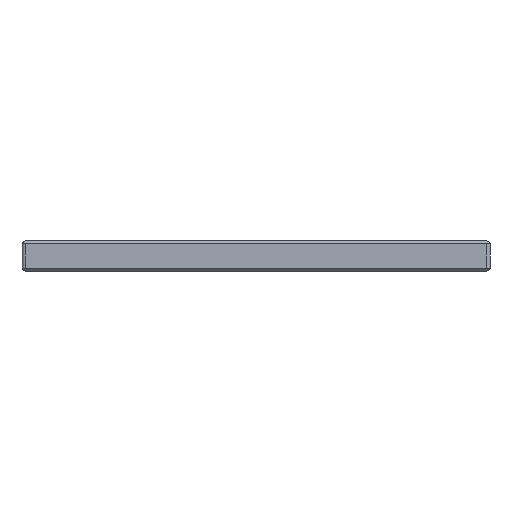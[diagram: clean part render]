
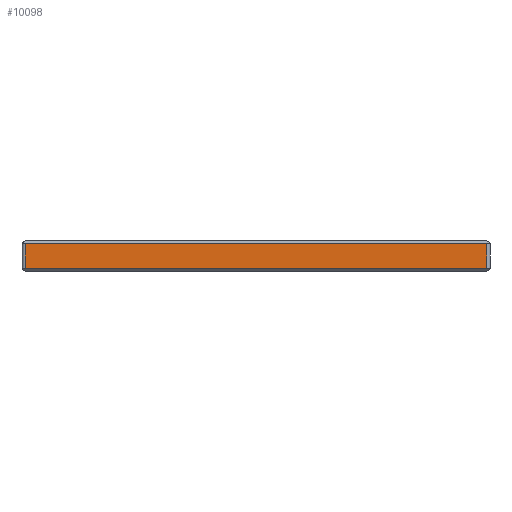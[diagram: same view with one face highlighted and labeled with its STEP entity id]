
A CAD part, left-side view. The second image highlights one B-rep face of the part: STEP entity #10098.
In plain terms, the highlighted planar face has unit normal (-1, 0, 0).
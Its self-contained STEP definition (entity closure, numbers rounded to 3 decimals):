
#43 = VECTOR ( 'NONE', #2483, 1000. ) ;
#322 = DIRECTION ( 'NONE',  ( 0., 0., 1. ) ) ;
#796 = CARTESIAN_POINT ( 'NONE',  ( -15.583, 74.625, 4.3 ) ) ;
#1151 = FACE_OUTER_BOUND ( 'NONE', #11909, .T. ) ;
#1152 = CARTESIAN_POINT ( 'NONE',  ( -15.583, 74.625, 0.5 ) ) ;
#1276 = CARTESIAN_POINT ( 'NONE',  ( -15.583, 75.125, 4.8 ) ) ;
#1311 = DIRECTION ( 'NONE',  ( 0., 0., -1. ) ) ;
#1403 = CARTESIAN_POINT ( 'NONE',  ( -15.583, 75.125, 0.5 ) ) ;
#1575 = EDGE_CURVE ( 'NONE', #11659, #8230, #6861, .T. ) ;
#1666 = ORIENTED_EDGE ( 'NONE', *, *, #3650, .T. ) ;
#1951 = EDGE_CURVE ( 'NONE', #8230, #3494, #11039, .T. ) ;
#2483 = DIRECTION ( 'NONE',  ( 0., -1., 0. ) ) ;
#3494 = VERTEX_POINT ( 'NONE', #1152 ) ;
#3650 = EDGE_CURVE ( 'NONE', #3494, #9801, #7393, .T. ) ;
#4036 = CARTESIAN_POINT ( 'NONE',  ( -15.583, 3.125, 0.5 ) ) ;
#4154 = LINE ( 'NONE', #11900, #12432 ) ;
#4504 = CARTESIAN_POINT ( 'NONE',  ( -15.583, 3.125, 4.3 ) ) ;
#4524 = AXIS2_PLACEMENT_3D ( 'NONE', #1276, #6881, #6114 ) ;
#5457 = ORIENTED_EDGE ( 'NONE', *, *, #1575, .T. ) ;
#5652 = CARTESIAN_POINT ( 'NONE',  ( -15.583, 75.125, 4.3 ) ) ;
#6114 = DIRECTION ( 'NONE',  ( 0., 1., 0. ) ) ;
#6861 = LINE ( 'NONE', #5652, #12011 ) ;
#6881 = DIRECTION ( 'NONE',  ( 1., 0., 0. ) ) ;
#7320 = ORIENTED_EDGE ( 'NONE', *, *, #10075, .T. ) ;
#7393 = LINE ( 'NONE', #1403, #43 ) ;
#8230 = VERTEX_POINT ( 'NONE', #796 ) ;
#8586 = VECTOR ( 'NONE', #1311, 1000. ) ;
#8842 = DIRECTION ( 'NONE',  ( 0., 1., 0. ) ) ;
#8943 = CARTESIAN_POINT ( 'NONE',  ( -15.583, 74.625, 4.8 ) ) ;
#9735 = ORIENTED_EDGE ( 'NONE', *, *, #1951, .T. ) ;
#9801 = VERTEX_POINT ( 'NONE', #4036 ) ;
#10075 = EDGE_CURVE ( 'NONE', #9801, #11659, #4154, .T. ) ;
#10098 = ADVANCED_FACE ( 'NONE', ( #1151 ), #10939, .F. ) ;
#10939 = PLANE ( 'NONE',  #4524 ) ;
#11039 = LINE ( 'NONE', #8943, #8586 ) ;
#11659 = VERTEX_POINT ( 'NONE', #4504 ) ;
#11900 = CARTESIAN_POINT ( 'NONE',  ( -15.583, 3.125, 4.8 ) ) ;
#11909 = EDGE_LOOP ( 'NONE', ( #5457, #9735, #1666, #7320 ) ) ;
#12011 = VECTOR ( 'NONE', #8842, 1000. ) ;
#12432 = VECTOR ( 'NONE', #322, 1000. ) ;
